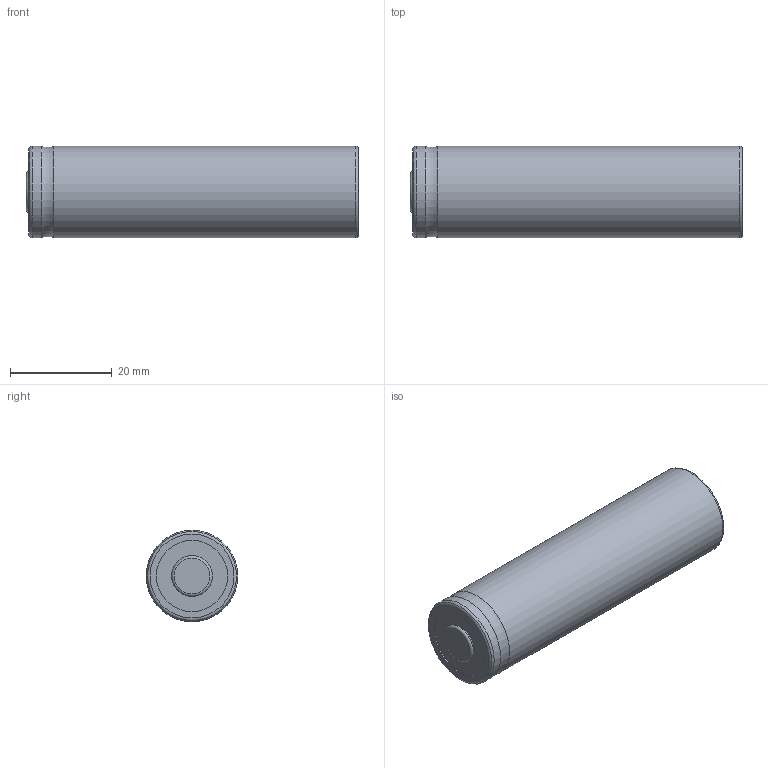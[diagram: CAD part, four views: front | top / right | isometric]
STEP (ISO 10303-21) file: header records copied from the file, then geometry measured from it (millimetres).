
FILE_DESCRIPTION(/* description */ (''),/* implementation_level */ '2;1');
FILE_NAME(/* name */ '18650 Battery 01A v1 v1.step',/* time_stamp */ '2021-07-02T09:21:07+02:00',/* author */ (''),/* organization */ (''),/* preprocessor_version */ 'ST-DEVELOPER v18.1',/* originating_system */ 'Autodesk Translation Framework v10.9.0.1377',/* authorisation */ '');
FILE_SCHEMA (('AUTOMOTIVE_DESIGN { 1 0 10303 214 3 1 1 }'));
Length unit declared in the file: millimetre
Products named in the file (2): 18650 Battery 01A v1; 18650 Battery
Assembly tree (1 placements, depth 2):
  18650 Battery 01A v1
    18650 Battery
Bounding box: 65.25 x 18 x 18 mm (x, y, z)
Volume: 16439.9 mm3; surface area: 11927.3 mm2
Topology: 4 solids, 4 shells, 25 faces, 49 edges, 32 vertices
Faces by surface type: cylinder 10, plane 8, torus 7
Full cylindrical faces by diameter (mm): 8 x2, 14 x1, 17.5 x5, 18 x2
Entity records: 752 total; most frequent: DIRECTION 144, CARTESIAN_POINT 109, ORIENTED_EDGE 98, AXIS2_PLACEMENT_3D 67, EDGE_CURVE 49, CIRCLE 39, VERTEX_POINT 32, EDGE_LOOP 29
